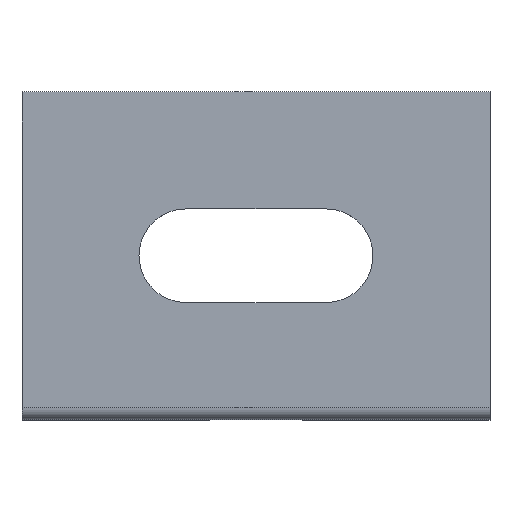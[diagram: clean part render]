
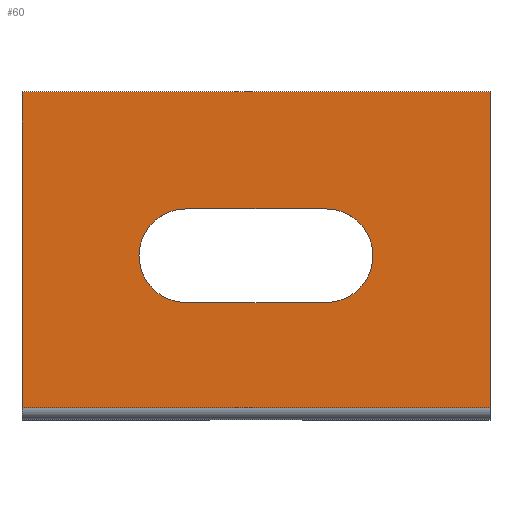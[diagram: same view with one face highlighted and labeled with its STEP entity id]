
A CAD part, top view. The second image highlights one B-rep face of the part: STEP entity #60.
In plain terms, the highlighted planar face has unit normal (0, 0, 1).
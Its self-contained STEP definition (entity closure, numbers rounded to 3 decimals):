
#6 = DIRECTION ( 'NONE',  ( 0., 0., 1. ) ) ;
#11 = CARTESIAN_POINT ( 'NONE',  ( -10., 14., 0. ) ) ;
#23 = AXIS2_PLACEMENT_3D ( 'NONE', #192, #171, #492 ) ;
#28 = CARTESIAN_POINT ( 'NONE',  ( 10., 0.5, 0. ) ) ;
#45 = VERTEX_POINT ( 'NONE', #437 ) ;
#60 = ADVANCED_FACE ( 'NONE', ( #390, #605 ), #66, .F. ) ;
#62 = DIRECTION ( 'NONE',  ( 1., 0., 0. ) ) ;
#66 = PLANE ( 'NONE',  #157 ) ;
#71 = ORIENTED_EDGE ( 'NONE', *, *, #552, .F. ) ;
#73 = CARTESIAN_POINT ( 'NONE',  ( 10., 14., 0. ) ) ;
#78 = CARTESIAN_POINT ( 'NONE',  ( -10., 14., 0. ) ) ;
#90 = VERTEX_POINT ( 'NONE', #597 ) ;
#103 = VERTEX_POINT ( 'NONE', #239 ) ;
#133 = CIRCLE ( 'NONE', #524, 2. ) ;
#138 = DIRECTION ( 'NONE',  ( 0., -1., 0. ) ) ;
#141 = ORIENTED_EDGE ( 'NONE', *, *, #503, .F. ) ;
#144 = DIRECTION ( 'NONE',  ( 1., 0., 0. ) ) ;
#157 = AXIS2_PLACEMENT_3D ( 'NONE', #335, #351, #287 ) ;
#160 = VERTEX_POINT ( 'NONE', #294 ) ;
#161 = EDGE_CURVE ( 'NONE', #90, #370, #322, .T. ) ;
#171 = DIRECTION ( 'NONE',  ( 0., 0., 1. ) ) ;
#177 = EDGE_CURVE ( 'NONE', #569, #103, #551, .T. ) ;
#191 = DIRECTION ( 'NONE',  ( 1., 0., 0. ) ) ;
#192 = CARTESIAN_POINT ( 'NONE',  ( 3., 7., 0. ) ) ;
#207 = VERTEX_POINT ( 'NONE', #500 ) ;
#214 = VECTOR ( 'NONE', #594, 1000. ) ;
#215 = DIRECTION ( 'NONE',  ( 1., 0., 0. ) ) ;
#219 = EDGE_CURVE ( 'NONE', #207, #160, #642, .T. ) ;
#239 = CARTESIAN_POINT ( 'NONE',  ( -10., 0.5, 0. ) ) ;
#245 = ORIENTED_EDGE ( 'NONE', *, *, #261, .T. ) ;
#256 = VECTOR ( 'NONE', #457, 1000. ) ;
#261 = EDGE_CURVE ( 'NONE', #677, #569, #547, .T. ) ;
#267 = LINE ( 'NONE', #548, #631 ) ;
#277 = CARTESIAN_POINT ( 'NONE',  ( 10., 14., 0. ) ) ;
#287 = DIRECTION ( 'NONE',  ( 0., 1., 0. ) ) ;
#289 = DIRECTION ( 'NONE',  ( 0., 0., 1. ) ) ;
#294 = CARTESIAN_POINT ( 'NONE',  ( -3., 9., 0. ) ) ;
#322 = CIRCLE ( 'NONE', #23, 2. ) ;
#329 = AXIS2_PLACEMENT_3D ( 'NONE', #507, #289, #191 ) ;
#335 = CARTESIAN_POINT ( 'NONE',  ( 10., 14., 0. ) ) ;
#351 = DIRECTION ( 'NONE',  ( 0., 0., -1. ) ) ;
#357 = ORIENTED_EDGE ( 'NONE', *, *, #468, .F. ) ;
#370 = VERTEX_POINT ( 'NONE', #668 ) ;
#388 = CARTESIAN_POINT ( 'NONE',  ( -3., 9., 0. ) ) ;
#390 = FACE_BOUND ( 'NONE', #665, .T. ) ;
#399 = LINE ( 'NONE', #609, #582 ) ;
#409 = LINE ( 'NONE', #613, #440 ) ;
#410 = EDGE_CURVE ( 'NONE', #103, #472, #409, .T. ) ;
#417 = ORIENTED_EDGE ( 'NONE', *, *, #410, .T. ) ;
#420 = EDGE_CURVE ( 'NONE', #160, #45, #495, .T. ) ;
#436 = CARTESIAN_POINT ( 'NONE',  ( 3., 7., 0. ) ) ;
#437 = CARTESIAN_POINT ( 'NONE',  ( -3., 5., 0. ) ) ;
#440 = VECTOR ( 'NONE', #144, 1000. ) ;
#441 = DIRECTION ( 'NONE',  ( 0., -1., 0. ) ) ;
#457 = DIRECTION ( 'NONE',  ( -1., 0., 0. ) ) ;
#468 = EDGE_CURVE ( 'NONE', #677, #472, #399, .T. ) ;
#472 = VERTEX_POINT ( 'NONE', #28 ) ;
#485 = ORIENTED_EDGE ( 'NONE', *, *, #219, .F. ) ;
#492 = DIRECTION ( 'NONE',  ( 1., 0., 0. ) ) ;
#495 = CIRCLE ( 'NONE', #329, 2. ) ;
#500 = CARTESIAN_POINT ( 'NONE',  ( 3., 9., 0. ) ) ;
#503 = EDGE_CURVE ( 'NONE', #370, #207, #133, .T. ) ;
#507 = CARTESIAN_POINT ( 'NONE',  ( -3., 7., 0. ) ) ;
#513 = ORIENTED_EDGE ( 'NONE', *, *, #161, .F. ) ;
#524 = AXIS2_PLACEMENT_3D ( 'NONE', #436, #6, #215 ) ;
#526 = ORIENTED_EDGE ( 'NONE', *, *, #420, .F. ) ;
#547 = LINE ( 'NONE', #73, #214 ) ;
#548 = CARTESIAN_POINT ( 'NONE',  ( -3., 5., 0. ) ) ;
#551 = LINE ( 'NONE', #78, #681 ) ;
#552 = EDGE_CURVE ( 'NONE', #45, #90, #267, .T. ) ;
#563 = EDGE_LOOP ( 'NONE', ( #625, #417, #357, #245 ) ) ;
#569 = VERTEX_POINT ( 'NONE', #11 ) ;
#582 = VECTOR ( 'NONE', #138, 1000. ) ;
#594 = DIRECTION ( 'NONE',  ( -1., 0., 0. ) ) ;
#597 = CARTESIAN_POINT ( 'NONE',  ( 3., 5., 0. ) ) ;
#605 = FACE_OUTER_BOUND ( 'NONE', #563, .T. ) ;
#609 = CARTESIAN_POINT ( 'NONE',  ( 10., 14., 0. ) ) ;
#613 = CARTESIAN_POINT ( 'NONE',  ( 10., 0.5, 0. ) ) ;
#625 = ORIENTED_EDGE ( 'NONE', *, *, #177, .T. ) ;
#631 = VECTOR ( 'NONE', #62, 1000. ) ;
#642 = LINE ( 'NONE', #388, #256 ) ;
#665 = EDGE_LOOP ( 'NONE', ( #71, #526, #485, #141, #513 ) ) ;
#668 = CARTESIAN_POINT ( 'NONE',  ( 5., 7., 0. ) ) ;
#677 = VERTEX_POINT ( 'NONE', #277 ) ;
#681 = VECTOR ( 'NONE', #441, 1000. ) ;
